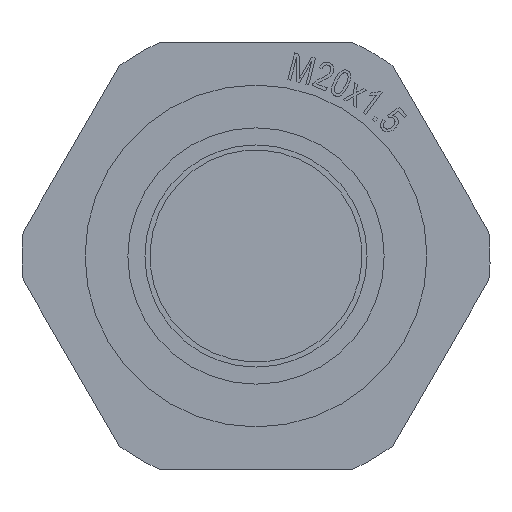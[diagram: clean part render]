
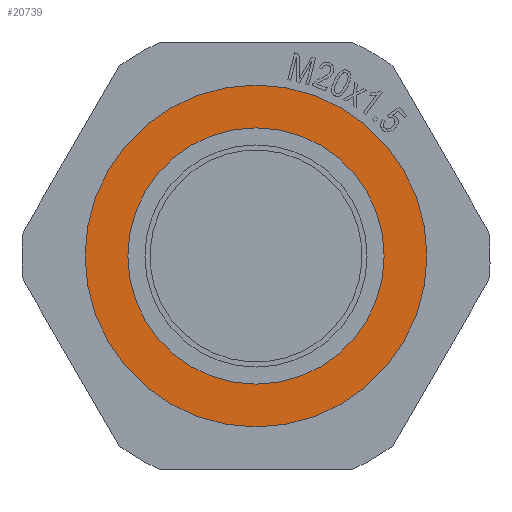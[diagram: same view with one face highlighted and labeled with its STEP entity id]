
A CAD part, front view. The second image highlights one B-rep face of the part: STEP entity #20739.
In plain terms, the highlighted planar face has unit normal (0, -1, 0).
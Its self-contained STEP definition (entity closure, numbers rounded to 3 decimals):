
#1787 = CARTESIAN_POINT ( 'NONE',  ( 0., 0., 0. ) ) ;
#2010 = EDGE_CURVE ( 'NONE', #12783, #14949, #10989, .T. ) ;
#3465 = DIRECTION ( 'NONE',  ( -1., 0., 0. ) ) ;
#3690 = EDGE_CURVE ( 'NONE', #7407, #6827, #16059, .T. ) ;
#5321 = CARTESIAN_POINT ( 'NONE',  ( 0., 0., 0. ) ) ;
#5563 = ORIENTED_EDGE ( 'NONE', *, *, #19555, .F. ) ;
#5699 = FACE_OUTER_BOUND ( 'NONE', #21481, .T. ) ;
#5835 = CARTESIAN_POINT ( 'NONE',  ( 10., 0., 0. ) ) ;
#5953 = DIRECTION ( 'NONE',  ( 0., 1., 0. ) ) ;
#6535 = EDGE_LOOP ( 'NONE', ( #19680, #8387 ) ) ;
#6597 = CIRCLE ( 'NONE', #14510, 7.5 ) ;
#6695 = CARTESIAN_POINT ( 'NONE',  ( -10., 0., 0. ) ) ;
#6827 = VERTEX_POINT ( 'NONE', #5835 ) ;
#7002 = DIRECTION ( 'NONE',  ( -1., 0., 0. ) ) ;
#7112 = CIRCLE ( 'NONE', #17393, 10. ) ;
#7407 = VERTEX_POINT ( 'NONE', #6695 ) ;
#7518 = AXIS2_PLACEMENT_3D ( 'NONE', #18075, #8021, #19780 ) ;
#8021 = DIRECTION ( 'NONE',  ( 0., 1., 0. ) ) ;
#8387 = ORIENTED_EDGE ( 'NONE', *, *, #2010, .T. ) ;
#9076 = DIRECTION ( 'NONE',  ( 0., 1., 0. ) ) ;
#10152 = FACE_BOUND ( 'NONE', #6535, .T. ) ;
#10989 = CIRCLE ( 'NONE', #11698, 7.5 ) ;
#11698 = AXIS2_PLACEMENT_3D ( 'NONE', #5321, #17052, #7002 ) ;
#12783 = VERTEX_POINT ( 'NONE', #13259 ) ;
#13259 = CARTESIAN_POINT ( 'NONE',  ( 7.5, 0., 0. ) ) ;
#13487 = DIRECTION ( 'NONE',  ( 0., 1., 0. ) ) ;
#13629 = ORIENTED_EDGE ( 'NONE', *, *, #3690, .F. ) ;
#14452 = AXIS2_PLACEMENT_3D ( 'NONE', #15980, #5953, #17686 ) ;
#14510 = AXIS2_PLACEMENT_3D ( 'NONE', #1787, #13487, #3465 ) ;
#14909 = EDGE_CURVE ( 'NONE', #14949, #12783, #6597, .T. ) ;
#14949 = VERTEX_POINT ( 'NONE', #16794 ) ;
#15980 = CARTESIAN_POINT ( 'NONE',  ( 10., 0., 0. ) ) ;
#16059 = CIRCLE ( 'NONE', #7518, 10. ) ;
#16794 = CARTESIAN_POINT ( 'NONE',  ( -7.5, 0., 0. ) ) ;
#17052 = DIRECTION ( 'NONE',  ( 0., 1., 0. ) ) ;
#17393 = AXIS2_PLACEMENT_3D ( 'NONE', #19148, #9076, #20821 ) ;
#17618 = PLANE ( 'NONE',  #14452 ) ;
#17686 = DIRECTION ( 'NONE',  ( -1., 0., 0. ) ) ;
#18075 = CARTESIAN_POINT ( 'NONE',  ( 0., 0., 0. ) ) ;
#19148 = CARTESIAN_POINT ( 'NONE',  ( 0., 0., 0. ) ) ;
#19555 = EDGE_CURVE ( 'NONE', #6827, #7407, #7112, .T. ) ;
#19680 = ORIENTED_EDGE ( 'NONE', *, *, #14909, .T. ) ;
#19780 = DIRECTION ( 'NONE',  ( -1., 0., 0. ) ) ;
#20739 = ADVANCED_FACE ( 'NONE', ( #5699, #10152 ), #17618, .F. ) ;
#20821 = DIRECTION ( 'NONE',  ( -1., 0., 0. ) ) ;
#21481 = EDGE_LOOP ( 'NONE', ( #13629, #5563 ) ) ;
